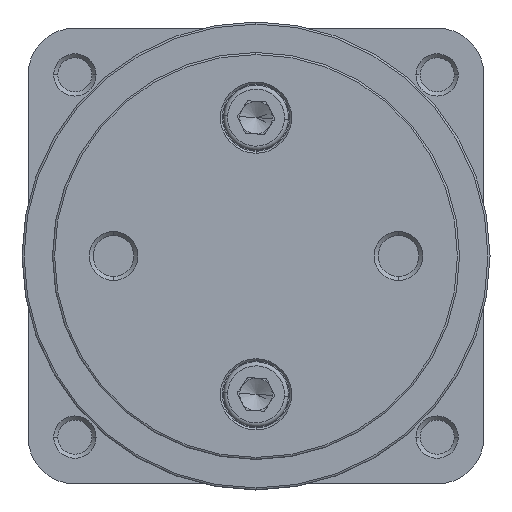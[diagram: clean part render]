
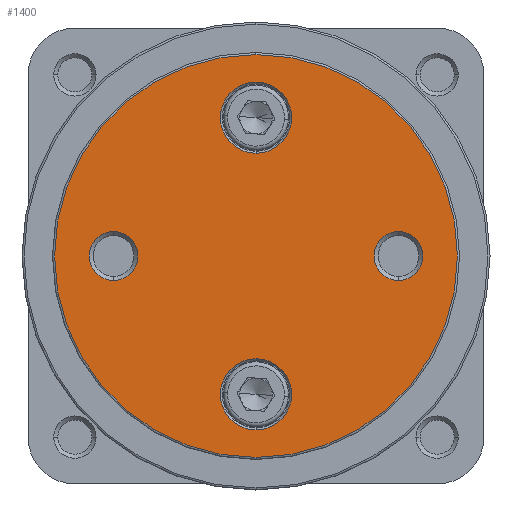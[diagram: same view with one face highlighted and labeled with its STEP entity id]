
A CAD part, left-side view. The second image highlights one B-rep face of the part: STEP entity #1400.
In plain terms, the highlighted planar face has unit normal (-1, 0, 0).
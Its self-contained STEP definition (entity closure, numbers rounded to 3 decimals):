
#363 = ORIENTED_EDGE ( 'NONE', *, *, #2031, .T. ) ;
#364 = ORIENTED_EDGE ( 'NONE', *, *, #1985, .T. ) ;
#365 = ORIENTED_EDGE ( 'NONE', *, *, #2025, .T. ) ;
#366 = ORIENTED_EDGE ( 'NONE', *, *, #1986, .T. ) ;
#367 = ORIENTED_EDGE ( 'NONE', *, *, #2032, .T. ) ;
#368 = ORIENTED_EDGE ( 'NONE', *, *, #2546, .T. ) ;
#369 = ORIENTED_EDGE ( 'NONE', *, *, #2037, .T. ) ;
#370 = ORIENTED_EDGE ( 'NONE', *, *, #2550, .T. ) ;
#371 = ORIENTED_EDGE ( 'NONE', *, *, #2581, .T. ) ;
#372 = ORIENTED_EDGE ( 'NONE', *, *, #2036, .T. ) ;
#1038 = FACE_BOUND ( 'NONE', #3316, .T. ) ;
#1040 = FACE_OUTER_BOUND ( 'NONE', #3286, .T. ) ;
#1041 = FACE_BOUND ( 'NONE', #3428, .T. ) ;
#1043 = FACE_BOUND ( 'NONE', #3282, .T. ) ;
#1045 = FACE_BOUND ( 'NONE', #3429, .T. ) ;
#1400 = ADVANCED_FACE ( 'NONE', ( #1040, #1038, #1043, #1045, #1041 ), #1943, .F. ) ;
#1921 = DIRECTION ( 'NONE',  ( 0., 0., -1. ) ) ;
#1922 = DIRECTION ( 'NONE',  ( 1., 0., 0. ) ) ;
#1936 = CARTESIAN_POINT ( 'NONE',  ( 0., 0., 0. ) ) ;
#1943 = PLANE ( 'NONE',  #2615 ) ;
#1985 = EDGE_CURVE ( 'NONE', #3133, #3137, #5037, .T. ) ;
#1986 = EDGE_CURVE ( 'NONE', #3125, #3124, #5039, .T. ) ;
#2025 = EDGE_CURVE ( 'NONE', #3124, #3125, #5099, .T. ) ;
#2031 = EDGE_CURVE ( 'NONE', #3137, #3133, #5105, .T. ) ;
#2032 = EDGE_CURVE ( 'NONE', #2949, #3171, #5106, .T. ) ;
#2036 = EDGE_CURVE ( 'NONE', #2977, #2978, #5110, .T. ) ;
#2037 = EDGE_CURVE ( 'NONE', #3094, #3172, #5111, .T. ) ;
#2546 = EDGE_CURVE ( 'NONE', #3171, #2949, #7554, .T. ) ;
#2550 = EDGE_CURVE ( 'NONE', #3172, #3094, #7560, .T. ) ;
#2581 = EDGE_CURVE ( 'NONE', #2978, #2977, #7604, .T. ) ;
#2615 = AXIS2_PLACEMENT_3D ( 'NONE', #1936, #1922, #1921 ) ;
#2949 = VERTEX_POINT ( 'NONE', #7928 ) ;
#2977 = VERTEX_POINT ( 'NONE', #7955 ) ;
#2978 = VERTEX_POINT ( 'NONE', #7956 ) ;
#3094 = VERTEX_POINT ( 'NONE', #8069 ) ;
#3124 = VERTEX_POINT ( 'NONE', #8099 ) ;
#3125 = VERTEX_POINT ( 'NONE', #8100 ) ;
#3133 = VERTEX_POINT ( 'NONE', #8108 ) ;
#3137 = VERTEX_POINT ( 'NONE', #8112 ) ;
#3171 = VERTEX_POINT ( 'NONE', #8146 ) ;
#3172 = VERTEX_POINT ( 'NONE', #8147 ) ;
#3282 = EDGE_LOOP ( 'NONE', ( #368, #367 ) ) ;
#3286 = EDGE_LOOP ( 'NONE', ( #372, #371 ) ) ;
#3316 = EDGE_LOOP ( 'NONE', ( #370, #369 ) ) ;
#3428 = EDGE_LOOP ( 'NONE', ( #364, #363 ) ) ;
#3429 = EDGE_LOOP ( 'NONE', ( #366, #365 ) ) ;
#4583 = CARTESIAN_POINT ( 'NONE',  ( 0., 35., 0. ) ) ;
#4584 = DIRECTION ( 'NONE',  ( 1., 0., 0. ) ) ;
#4585 = DIRECTION ( 'NONE',  ( 0., 0., -1. ) ) ;
#4586 = CARTESIAN_POINT ( 'NONE',  ( 0., -35., 0. ) ) ;
#4587 = DIRECTION ( 'NONE',  ( 1., 0., 0. ) ) ;
#4588 = DIRECTION ( 'NONE',  ( 0., 0., -1. ) ) ;
#4679 = CARTESIAN_POINT ( 'NONE',  ( 0., -35., 0. ) ) ;
#4681 = DIRECTION ( 'NONE',  ( 1., 0., 0. ) ) ;
#4682 = DIRECTION ( 'NONE',  ( 0., 0., -1. ) ) ;
#4692 = CARTESIAN_POINT ( 'NONE',  ( 0., 35., 0. ) ) ;
#4695 = CARTESIAN_POINT ( 'NONE',  ( 0., 0., 34. ) ) ;
#4699 = DIRECTION ( 'NONE',  ( 1., 0., 0. ) ) ;
#4700 = DIRECTION ( 'NONE',  ( 0., 0., -1. ) ) ;
#4701 = DIRECTION ( 'NONE',  ( 1., 0., 0. ) ) ;
#4702 = DIRECTION ( 'NONE',  ( 0., 0., -1. ) ) ;
#4707 = CARTESIAN_POINT ( 'NONE',  ( 0., 0., 0. ) ) ;
#4713 = DIRECTION ( 'NONE',  ( -1., 0., 0. ) ) ;
#4714 = DIRECTION ( 'NONE',  ( 0., 0., -1. ) ) ;
#4715 = CARTESIAN_POINT ( 'NONE',  ( 0., 0., -34. ) ) ;
#4716 = DIRECTION ( 'NONE',  ( 1., 0., 0. ) ) ;
#4717 = DIRECTION ( 'NONE',  ( 0., 0., -1. ) ) ;
#5037 = CIRCLE ( 'NONE', #5907, 6. ) ;
#5039 = CIRCLE ( 'NONE', #5925, 6. ) ;
#5099 = CIRCLE ( 'NONE', #5939, 6. ) ;
#5105 = CIRCLE ( 'NONE', #5947, 6. ) ;
#5106 = CIRCLE ( 'NONE', #5948, 8.75 ) ;
#5110 = CIRCLE ( 'NONE', #5952, 49.5 ) ;
#5111 = CIRCLE ( 'NONE', #5950, 8.75 ) ;
#5907 = AXIS2_PLACEMENT_3D ( 'NONE', #4583, #4584, #4585 ) ;
#5925 = AXIS2_PLACEMENT_3D ( 'NONE', #4586, #4587, #4588 ) ;
#5939 = AXIS2_PLACEMENT_3D ( 'NONE', #4679, #4681, #4682 ) ;
#5947 = AXIS2_PLACEMENT_3D ( 'NONE', #4692, #4699, #4700 ) ;
#5948 = AXIS2_PLACEMENT_3D ( 'NONE', #4695, #4701, #4702 ) ;
#5950 = AXIS2_PLACEMENT_3D ( 'NONE', #4715, #4716, #4717 ) ;
#5952 = AXIS2_PLACEMENT_3D ( 'NONE', #4707, #4713, #4714 ) ;
#6144 = AXIS2_PLACEMENT_3D ( 'NONE', #7431, #7432, #7433 ) ;
#6148 = AXIS2_PLACEMENT_3D ( 'NONE', #7765, #7766, #7767 ) ;
#6163 = AXIS2_PLACEMENT_3D ( 'NONE', #7843, #7845, #7846 ) ;
#7431 = CARTESIAN_POINT ( 'NONE',  ( 0., 0., 34. ) ) ;
#7432 = DIRECTION ( 'NONE',  ( 1., 0., 0. ) ) ;
#7433 = DIRECTION ( 'NONE',  ( 0., 0., -1. ) ) ;
#7554 = CIRCLE ( 'NONE', #6144, 8.75 ) ;
#7560 = CIRCLE ( 'NONE', #6148, 8.75 ) ;
#7604 = CIRCLE ( 'NONE', #6163, 49.5 ) ;
#7765 = CARTESIAN_POINT ( 'NONE',  ( 0., 0., -34. ) ) ;
#7766 = DIRECTION ( 'NONE',  ( 1., 0., 0. ) ) ;
#7767 = DIRECTION ( 'NONE',  ( 0., 0., -1. ) ) ;
#7843 = CARTESIAN_POINT ( 'NONE',  ( 0., 0., 0. ) ) ;
#7845 = DIRECTION ( 'NONE',  ( -1., 0., 0. ) ) ;
#7846 = DIRECTION ( 'NONE',  ( 0., 0., -1. ) ) ;
#7928 = CARTESIAN_POINT ( 'NONE',  ( 0., 0., 25.25 ) ) ;
#7955 = CARTESIAN_POINT ( 'NONE',  ( 0., 0., -49.5 ) ) ;
#7956 = CARTESIAN_POINT ( 'NONE',  ( 0., 0., 49.5 ) ) ;
#8069 = CARTESIAN_POINT ( 'NONE',  ( 0., 0., -42.75 ) ) ;
#8099 = CARTESIAN_POINT ( 'NONE',  ( 0., -35., -6. ) ) ;
#8100 = CARTESIAN_POINT ( 'NONE',  ( 0., -35., 6. ) ) ;
#8108 = CARTESIAN_POINT ( 'NONE',  ( 0., 35., 6. ) ) ;
#8112 = CARTESIAN_POINT ( 'NONE',  ( 0., 35., -6. ) ) ;
#8146 = CARTESIAN_POINT ( 'NONE',  ( 0., 0., 42.75 ) ) ;
#8147 = CARTESIAN_POINT ( 'NONE',  ( 0., 0., -25.25 ) ) ;
